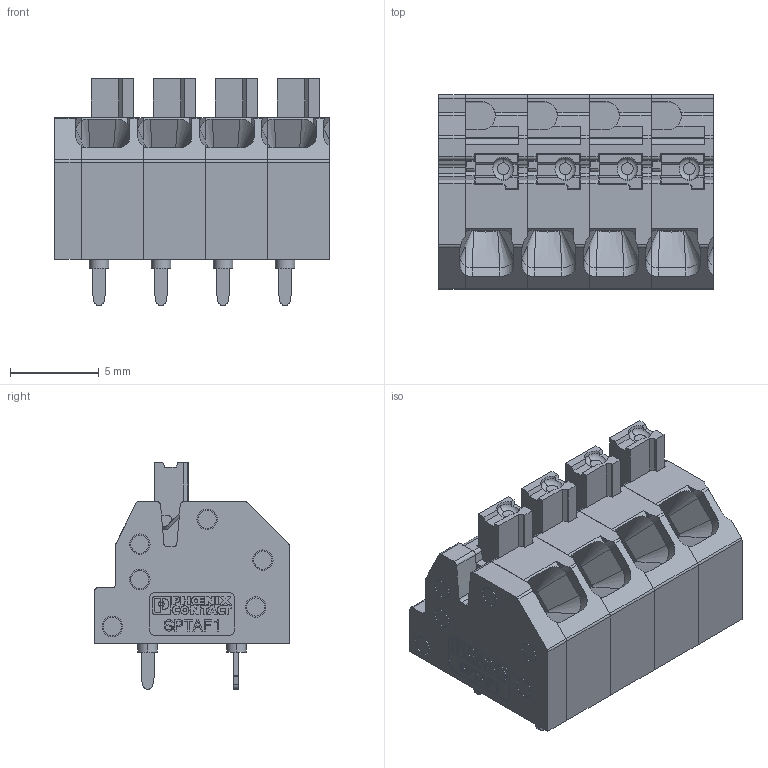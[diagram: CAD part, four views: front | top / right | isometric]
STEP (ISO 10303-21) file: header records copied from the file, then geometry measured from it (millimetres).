
FILE_DESCRIPTION(('Creo Elements/Direct Modeling STEP Export'),'2;1');
FILE_NAME('model.stp','2018-02-10T 1:13:13',(''),(''),'Creo Elements/Direct Modeling STEP processor for AP214 (Solid Model)','Creo Elements/Direct Modeling 18.1I 14-Aug-2016 (C) Parametric Technology GmbH','');
FILE_SCHEMA(('AUTOMOTIVE_DESIGN { 1 0 10303 214 1 1 1 1 }'));
Length unit declared in the file: millimetre
Products named in the file (5): SPTAF_1-3.5_housing.2; SPTAF-0-DKL.1; Bohrloch.1.1; Bohrloch.2; SPTAF_1_3.5_EL
Assembly tree (13 placements, depth 2):
  SPTAF_1_3.5_EL
    Bohrloch.1.1  x4
    Bohrloch.2  x4
    SPTAF_1-3.5_housing.2  x4
    SPTAF-0-DKL.1
Bounding box: 15.5 x 11 x 12.8 mm (x, y, z)
Volume: 1056.9 mm3; surface area: 2063.7 mm2
Topology: 13 solids, 13 shells, 1346 faces, 3603 edges, 2343 vertices
Faces by surface type: plane 794, cylinder 376, torus 64, extrusion 33, bspline 30, sphere 29, cone 20
Entity records: 25948 total; most frequent: CARTESIAN_POINT 5441, ORIENTED_EDGE 3362, DIRECTION 2921, EDGE_CURVE 1681, VECTOR 1285, LINE 1252, VERTEX_POINT 1107, AXIS2_PLACEMENT_3D 818
